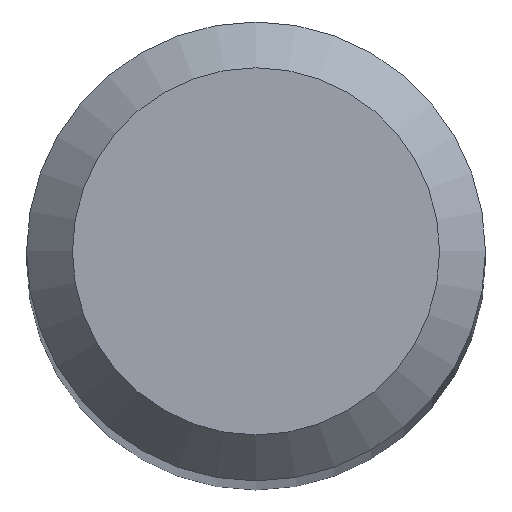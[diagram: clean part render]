
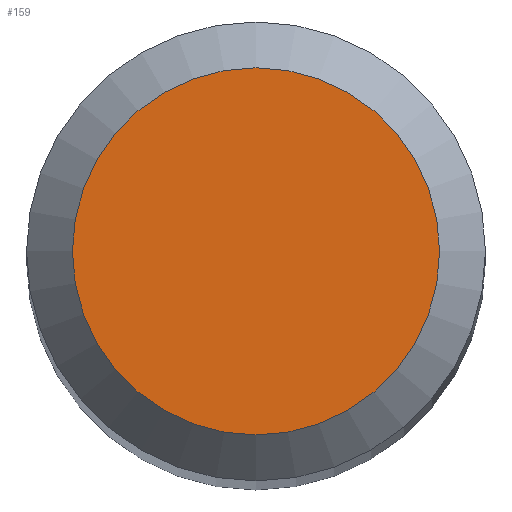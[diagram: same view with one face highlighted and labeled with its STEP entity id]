
A CAD part, top view. The second image highlights one B-rep face of the part: STEP entity #159.
In plain terms, the highlighted planar face has unit normal (0, 0, 1).
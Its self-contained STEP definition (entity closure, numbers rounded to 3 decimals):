
#4 = ORIENTED_EDGE ( 'NONE', *, *, #231, .F. ) ;
#18 = CIRCLE ( 'NONE', #171, 1.2 ) ;
#25 = CARTESIAN_POINT ( 'NONE',  ( 0., 0., 38. ) ) ;
#43 = DIRECTION ( 'NONE',  ( 0., 1., 0. ) ) ;
#54 = EDGE_LOOP ( 'NONE', ( #4 ) ) ;
#80 = CARTESIAN_POINT ( 'NONE',  ( 0., 0., 38. ) ) ;
#100 = CARTESIAN_POINT ( 'NONE',  ( 0., 1.2, 38. ) ) ;
#120 = PLANE ( 'NONE',  #169 ) ;
#123 = FACE_OUTER_BOUND ( 'NONE', #54, .T. ) ;
#159 = ADVANCED_FACE ( 'NONE', ( #123 ), #120, .F. ) ;
#169 = AXIS2_PLACEMENT_3D ( 'NONE', #80, #192, #182 ) ;
#171 = AXIS2_PLACEMENT_3D ( 'NONE', #25, #179, #43 ) ;
#179 = DIRECTION ( 'NONE',  ( 0., 0., -1. ) ) ;
#182 = DIRECTION ( 'NONE',  ( 0., 1., 0. ) ) ;
#192 = DIRECTION ( 'NONE',  ( 0., 0., -1. ) ) ;
#212 = VERTEX_POINT ( 'NONE', #100 ) ;
#231 = EDGE_CURVE ( 'NONE', #212, #212, #18, .T. ) ;
